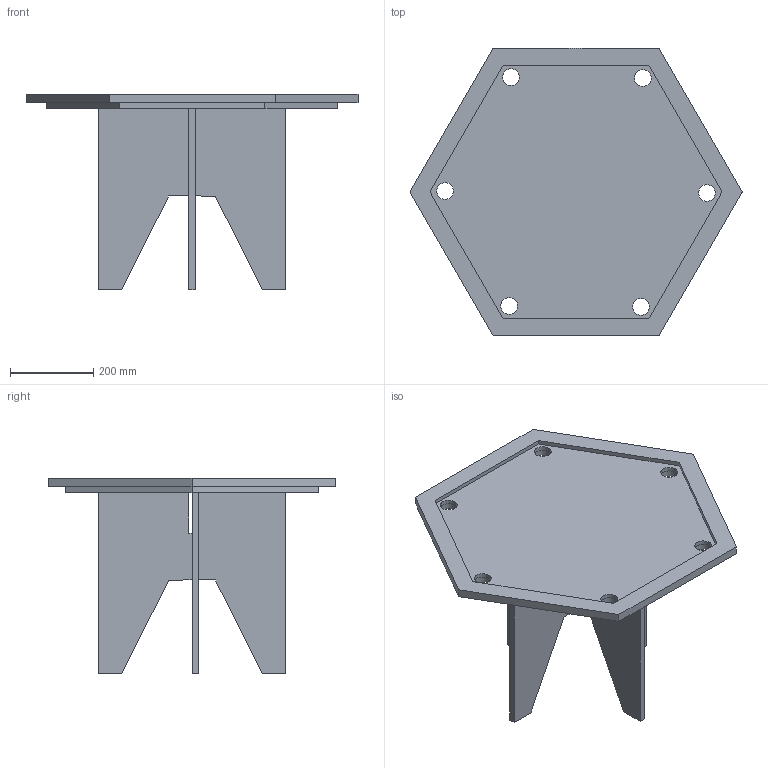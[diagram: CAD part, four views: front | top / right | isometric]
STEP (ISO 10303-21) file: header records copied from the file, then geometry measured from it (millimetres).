
FILE_DESCRIPTION(/* description */ (''),/* implementation_level */ '2;1');
FILE_NAME(/* name */ '5f4a726fc03b2715ddded19b',/* time_stamp */ '2020-08-29T15:21:20+00:00',/* author */ (''),/* organization */ (''),/* preprocessor_version */ 'ST-DEVELOPER v16.7',/* originating_system */ $,/* authorisation */ $);
FILE_SCHEMA (('AUTOMOTIVE_DESIGN {1 0 10303 214 3 1 1}'));
Length unit declared in the file: metre
Products named in the file (4): Part 1; Part 2; Part 3; Part 4
Bounding box: 796.09 x 689.43 x 469.17 mm (x, y, z)
Volume: 13931858.4 mm3; surface area: 2208609.8 mm2
Topology: 4 solids, 4 shells, 83 faces, 222 edges, 148 vertices
Faces by surface type: plane 71, cylinder 12
Full cylindrical faces by diameter (mm): 40 x12
Entity records: 2660 total; most frequent: CARTESIAN_POINT 445, ORIENTED_EDGE 420, DIRECTION 408, EDGE_CURVE 210, LINE 186, VECTOR 186, VERTEX_POINT 148, EDGE_LOOP 122
